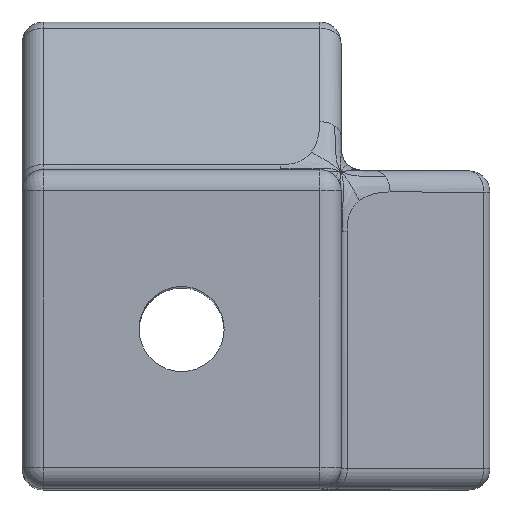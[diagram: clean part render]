
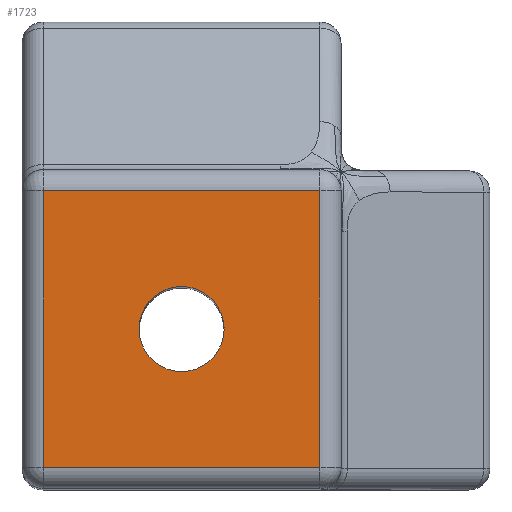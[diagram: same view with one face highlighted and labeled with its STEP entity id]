
A CAD part, top view. The second image highlights one B-rep face of the part: STEP entity #1723.
In plain terms, the highlighted planar face has unit normal (0, 0, 1).
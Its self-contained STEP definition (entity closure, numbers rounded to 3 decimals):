
#39=FACE_BOUND('',#570,.T.);
#61=PLANE('',#1968);
#155=LINE('',#4440,#258);
#157=LINE('',#4443,#260);
#161=LINE('',#4449,#264);
#163=LINE('',#4452,#266);
#258=VECTOR('',#2496,10.);
#260=VECTOR('',#2500,10.);
#264=VECTOR('',#2508,10.);
#266=VECTOR('',#2512,10.);
#448=FACE_OUTER_BOUND('',#569,.T.);
#569=EDGE_LOOP('',(#1589,#1590,#1591,#1592));
#570=EDGE_LOOP('',(#1593));
#643=CIRCLE('',#1862,2.);
#804=VERTEX_POINT('',#4186);
#806=VERTEX_POINT('',#4191);
#809=VERTEX_POINT('',#4198);
#812=VERTEX_POINT('',#4205);
#827=VERTEX_POINT('',#4247);
#997=EDGE_CURVE('',#804,#804,#643,.T.);
#1088=EDGE_CURVE('',#812,#827,#155,.T.);
#1090=EDGE_CURVE('',#827,#809,#157,.T.);
#1094=EDGE_CURVE('',#806,#812,#161,.T.);
#1096=EDGE_CURVE('',#809,#806,#163,.T.);
#1589=ORIENTED_EDGE('',*,*,#1088,.F.);
#1590=ORIENTED_EDGE('',*,*,#1094,.F.);
#1591=ORIENTED_EDGE('',*,*,#1096,.F.);
#1592=ORIENTED_EDGE('',*,*,#1090,.F.);
#1593=ORIENTED_EDGE('',*,*,#997,.T.);
#1723=ADVANCED_FACE('',(#448,#39),#61,.T.);
#1862=AXIS2_PLACEMENT_3D('',#4188,#2274,#2275);
#1968=AXIS2_PLACEMENT_3D('',#4464,#2534,#2535);
#2274=DIRECTION('center_axis',(0.,0.,-1.));
#2275=DIRECTION('ref_axis',(1.,0.,0.));
#2496=DIRECTION('',(1.,0.,0.));
#2500=DIRECTION('',(0.,-1.,0.));
#2508=DIRECTION('',(0.,1.,0.));
#2512=DIRECTION('',(-1.,0.,0.));
#2534=DIRECTION('center_axis',(0.,0.,1.));
#2535=DIRECTION('ref_axis',(1.,0.,0.));
#4186=CARTESIAN_POINT('',(-2.,0.,40.));
#4188=CARTESIAN_POINT('Origin',(0.,0.,40.));
#4191=CARTESIAN_POINT('',(-6.5,-6.5,40.));
#4198=CARTESIAN_POINT('',(6.5,-6.5,40.));
#4205=CARTESIAN_POINT('',(-6.5,6.5,40.));
#4247=CARTESIAN_POINT('',(6.5,6.5,40.));
#4440=CARTESIAN_POINT('',(7.25,6.5,40.));
#4443=CARTESIAN_POINT('',(6.5,-3.75,40.));
#4449=CARTESIAN_POINT('',(-6.5,7.25,40.));
#4452=CARTESIAN_POINT('',(-3.75,-6.5,40.));
#4464=CARTESIAN_POINT('Origin',(0.,0.,40.));
